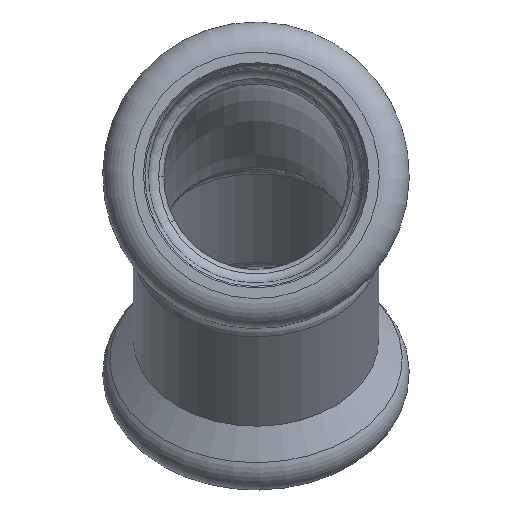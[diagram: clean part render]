
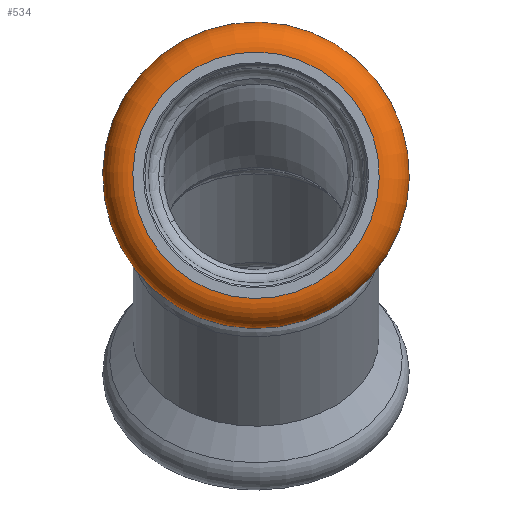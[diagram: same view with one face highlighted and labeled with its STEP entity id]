
A CAD part, left-side view. The second image highlights one B-rep face of the part: STEP entity #534.
In plain terms, the highlighted toroidal (fillet/blend) face has major radius 12.7 mm and minor radius 3.1 mm.
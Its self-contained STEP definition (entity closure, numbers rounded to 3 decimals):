
#72=TOROIDAL_SURFACE('',#611,12.7,3.1);
#93=FACE_OUTER_BOUND('',#129,.T.);
#129=EDGE_LOOP('',(#390,#391,#392,#393));
#188=CIRCLE('',#608,15.075);
#190=CIRCLE('',#612,12.7);
#191=CIRCLE('',#613,3.1);
#223=VERTEX_POINT('',#950);
#224=VERTEX_POINT('',#956);
#280=EDGE_CURVE('',#223,#223,#188,.T.);
#283=EDGE_CURVE('',#224,#224,#190,.T.);
#284=EDGE_CURVE('',#224,#223,#191,.T.);
#390=ORIENTED_EDGE('',*,*,#283,.F.);
#391=ORIENTED_EDGE('',*,*,#284,.T.);
#392=ORIENTED_EDGE('',*,*,#280,.T.);
#393=ORIENTED_EDGE('',*,*,#284,.F.);
#534=ADVANCED_FACE('',(#93),#72,.T.);
#608=AXIS2_PLACEMENT_3D('',#951,#718,#719);
#611=AXIS2_PLACEMENT_3D('',#955,#725,#726);
#612=AXIS2_PLACEMENT_3D('',#957,#727,#728);
#613=AXIS2_PLACEMENT_3D('',#958,#729,#730);
#718=DIRECTION('center_axis',(-1.,0.,0.));
#719=DIRECTION('ref_axis',(0.,1.,0.));
#725=DIRECTION('center_axis',(-1.,0.,0.));
#726=DIRECTION('ref_axis',(0.,0.878,-0.479));
#727=DIRECTION('center_axis',(-1.,0.,0.));
#728=DIRECTION('ref_axis',(0.,1.,0.));
#729=DIRECTION('center_axis',(0.,0.479,0.878));
#730=DIRECTION('ref_axis',(0.,-0.878,0.479));
#950=CARTESIAN_POINT('',(-26.807,-13.229,7.227));
#951=CARTESIAN_POINT('Origin',(-26.807,0.,0.));
#955=CARTESIAN_POINT('Origin',(-28.8,0.,0.));
#956=CARTESIAN_POINT('',(-31.9,-11.145,6.089));
#957=CARTESIAN_POINT('Origin',(-31.9,0.,0.));
#958=CARTESIAN_POINT('Origin',(-28.8,-11.145,6.089));
